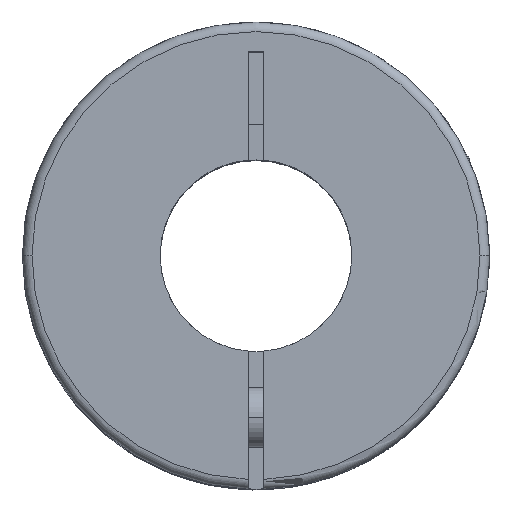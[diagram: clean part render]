
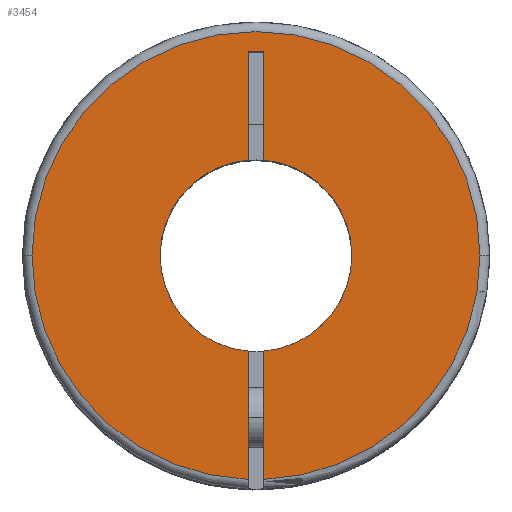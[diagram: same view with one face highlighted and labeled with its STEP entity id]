
A CAD part, top view. The second image highlights one B-rep face of the part: STEP entity #3454.
In plain terms, the highlighted planar face has unit normal (0, 0, 1).
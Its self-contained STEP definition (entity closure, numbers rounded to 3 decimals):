
#9 = CARTESIAN_POINT ( 'NONE',  ( 18.7, 0., 0. ) ) ;
#122 = VERTEX_POINT ( 'NONE', #2058 ) ;
#142 = DIRECTION ( 'NONE',  ( 0., 0., -1. ) ) ;
#204 = EDGE_CURVE ( 'NONE', #1879, #122, #692, .T. ) ;
#276 = DIRECTION ( 'NONE',  ( 0., 1., 0. ) ) ;
#296 = CARTESIAN_POINT ( 'NONE',  ( -0.65, 7.974, 0. ) ) ;
#315 = ORIENTED_EDGE ( 'NONE', *, *, #1683, .T. ) ;
#317 = LINE ( 'NONE', #3344, #2104 ) ;
#383 = DIRECTION ( 'NONE',  ( -1., 0., 0. ) ) ;
#388 = CIRCLE ( 'NONE', #2722, 8. ) ;
#437 = CARTESIAN_POINT ( 'NONE',  ( -0.65, 17., 0. ) ) ;
#438 = DIRECTION ( 'NONE',  ( -1., 0., 0. ) ) ;
#506 = CARTESIAN_POINT ( 'NONE',  ( 0.65, -18.689, 0. ) ) ;
#579 = EDGE_CURVE ( 'NONE', #1744, #1068, #3231, .T. ) ;
#666 = CARTESIAN_POINT ( 'NONE',  ( 0., 0., 0. ) ) ;
#692 = LINE ( 'NONE', #1016, #3763 ) ;
#737 = LINE ( 'NONE', #437, #3287 ) ;
#738 = PLANE ( 'NONE',  #3288 ) ;
#763 = EDGE_CURVE ( 'NONE', #3895, #1428, #1559, .T. ) ;
#787 = ORIENTED_EDGE ( 'NONE', *, *, #3705, .T. ) ;
#820 = VERTEX_POINT ( 'NONE', #3889 ) ;
#892 = EDGE_CURVE ( 'NONE', #820, #122, #3103, .T. ) ;
#934 = CARTESIAN_POINT ( 'NONE',  ( 0., 0., 0. ) ) ;
#969 = DIRECTION ( 'NONE',  ( 0., 0., -1. ) ) ;
#983 = DIRECTION ( 'NONE',  ( 0., 0., -1. ) ) ;
#1004 = CARTESIAN_POINT ( 'NONE',  ( 0., 0., 0. ) ) ;
#1016 = CARTESIAN_POINT ( 'NONE',  ( 0.65, -19.5, 0. ) ) ;
#1068 = VERTEX_POINT ( 'NONE', #3971 ) ;
#1079 = CIRCLE ( 'NONE', #2452, 18.7 ) ;
#1106 = ORIENTED_EDGE ( 'NONE', *, *, #2344, .F. ) ;
#1144 = AXIS2_PLACEMENT_3D ( 'NONE', #3782, #983, #438 ) ;
#1179 = LINE ( 'NONE', #2416, #2886 ) ;
#1180 = ORIENTED_EDGE ( 'NONE', *, *, #1731, .F. ) ;
#1281 = CARTESIAN_POINT ( 'NONE',  ( 0.65, 17., 0. ) ) ;
#1315 = DIRECTION ( 'NONE',  ( -1., 0., 0. ) ) ;
#1336 = DIRECTION ( 'NONE',  ( -1., 0., 0. ) ) ;
#1343 = AXIS2_PLACEMENT_3D ( 'NONE', #3251, #1717, #3909 ) ;
#1353 = CARTESIAN_POINT ( 'NONE',  ( 0., 0., 0. ) ) ;
#1366 = VERTEX_POINT ( 'NONE', #1545 ) ;
#1414 = ORIENTED_EDGE ( 'NONE', *, *, #2178, .F. ) ;
#1428 = VERTEX_POINT ( 'NONE', #2538 ) ;
#1545 = CARTESIAN_POINT ( 'NONE',  ( -8., 0., 0. ) ) ;
#1559 = LINE ( 'NONE', #1281, #2707 ) ;
#1596 = DIRECTION ( 'NONE',  ( 0., 0., -1. ) ) ;
#1672 = DIRECTION ( 'NONE',  ( 0., -1., 0. ) ) ;
#1683 = EDGE_CURVE ( 'NONE', #1366, #3562, #3883, .T. ) ;
#1717 = DIRECTION ( 'NONE',  ( 0., 0., -1. ) ) ;
#1731 = EDGE_CURVE ( 'NONE', #1068, #3689, #1079, .T. ) ;
#1744 = VERTEX_POINT ( 'NONE', #3173 ) ;
#1860 = EDGE_LOOP ( 'NONE', ( #2208, #1414, #787, #315, #3585, #2959, #1106, #1925, #2939, #2356, #1180 ) ) ;
#1868 = DIRECTION ( 'NONE',  ( 0., 0., -1. ) ) ;
#1869 = VERTEX_POINT ( 'NONE', #3004 ) ;
#1879 = VERTEX_POINT ( 'NONE', #506 ) ;
#1925 = ORIENTED_EDGE ( 'NONE', *, *, #892, .T. ) ;
#1998 = DIRECTION ( 'NONE',  ( 0., -1., 0. ) ) ;
#2058 = CARTESIAN_POINT ( 'NONE',  ( 0.65, -7.974, 0. ) ) ;
#2104 = VECTOR ( 'NONE', #276, 1000. ) ;
#2106 = DIRECTION ( 'NONE',  ( 0., -1., 0. ) ) ;
#2118 = AXIS2_PLACEMENT_3D ( 'NONE', #666, #1596, #2512 ) ;
#2178 = EDGE_CURVE ( 'NONE', #1869, #1744, #737, .T. ) ;
#2208 = ORIENTED_EDGE ( 'NONE', *, *, #579, .F. ) ;
#2344 = EDGE_CURVE ( 'NONE', #820, #3895, #317, .T. ) ;
#2356 = ORIENTED_EDGE ( 'NONE', *, *, #3458, .F. ) ;
#2416 = CARTESIAN_POINT ( 'NONE',  ( -0.65, 17., 0. ) ) ;
#2452 = AXIS2_PLACEMENT_3D ( 'NONE', #1353, #3499, #383 ) ;
#2512 = DIRECTION ( 'NONE',  ( -1., 0., 0. ) ) ;
#2538 = CARTESIAN_POINT ( 'NONE',  ( -0.65, 17., 0. ) ) ;
#2563 = CARTESIAN_POINT ( 'NONE',  ( 0., 0., 0. ) ) ;
#2565 = CARTESIAN_POINT ( 'NONE',  ( 0.65, 17., 0. ) ) ;
#2707 = VECTOR ( 'NONE', #1336, 1000. ) ;
#2722 = AXIS2_PLACEMENT_3D ( 'NONE', #1004, #969, #1315 ) ;
#2886 = VECTOR ( 'NONE', #2106, 1000. ) ;
#2889 = CIRCLE ( 'NONE', #1144, 18.7 ) ;
#2939 = ORIENTED_EDGE ( 'NONE', *, *, #204, .F. ) ;
#2959 = ORIENTED_EDGE ( 'NONE', *, *, #763, .F. ) ;
#3004 = CARTESIAN_POINT ( 'NONE',  ( -0.65, -7.974, 0. ) ) ;
#3094 = DIRECTION ( 'NONE',  ( -1., 0., 0. ) ) ;
#3103 = CIRCLE ( 'NONE', #1343, 8. ) ;
#3173 = CARTESIAN_POINT ( 'NONE',  ( -0.65, -18.689, 0. ) ) ;
#3179 = DIRECTION ( 'NONE',  ( 0., 1., 0. ) ) ;
#3231 = CIRCLE ( 'NONE', #3561, 18.7 ) ;
#3251 = CARTESIAN_POINT ( 'NONE',  ( 0., 0., 0. ) ) ;
#3287 = VECTOR ( 'NONE', #1672, 1000. ) ;
#3288 = AXIS2_PLACEMENT_3D ( 'NONE', #2563, #142, #1998 ) ;
#3305 = EDGE_CURVE ( 'NONE', #1428, #3562, #1179, .T. ) ;
#3344 = CARTESIAN_POINT ( 'NONE',  ( 0.65, -19.5, 0. ) ) ;
#3454 = ADVANCED_FACE ( 'NONE', ( #3532 ), #738, .F. ) ;
#3458 = EDGE_CURVE ( 'NONE', #3689, #1879, #2889, .T. ) ;
#3499 = DIRECTION ( 'NONE',  ( 0., 0., -1. ) ) ;
#3532 = FACE_OUTER_BOUND ( 'NONE', #1860, .T. ) ;
#3561 = AXIS2_PLACEMENT_3D ( 'NONE', #934, #1868, #3094 ) ;
#3562 = VERTEX_POINT ( 'NONE', #296 ) ;
#3585 = ORIENTED_EDGE ( 'NONE', *, *, #3305, .F. ) ;
#3689 = VERTEX_POINT ( 'NONE', #9 ) ;
#3705 = EDGE_CURVE ( 'NONE', #1869, #1366, #388, .T. ) ;
#3763 = VECTOR ( 'NONE', #3179, 1000. ) ;
#3782 = CARTESIAN_POINT ( 'NONE',  ( 0., 0., 0. ) ) ;
#3883 = CIRCLE ( 'NONE', #2118, 8. ) ;
#3889 = CARTESIAN_POINT ( 'NONE',  ( 0.65, 7.974, 0. ) ) ;
#3895 = VERTEX_POINT ( 'NONE', #2565 ) ;
#3909 = DIRECTION ( 'NONE',  ( -1., 0., 0. ) ) ;
#3971 = CARTESIAN_POINT ( 'NONE',  ( -18.7, 0., 0. ) ) ;
